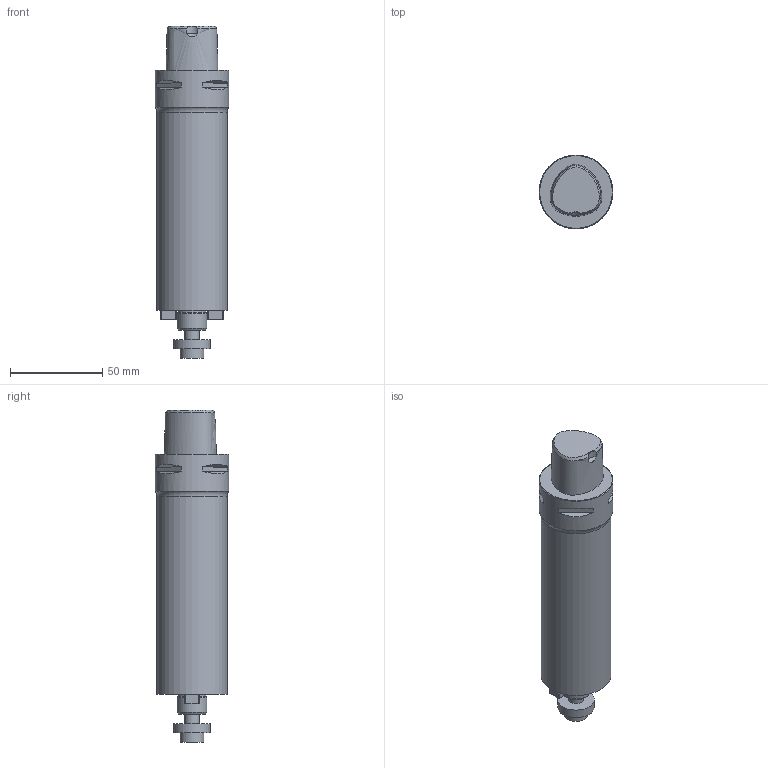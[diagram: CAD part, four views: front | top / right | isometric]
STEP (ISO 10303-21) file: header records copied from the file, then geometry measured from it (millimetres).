
FILE_DESCRIPTION(/* description */ (''),/* implementation_level */ '2;1');
FILE_NAME(/* name */ '1529476528142.stp',/* time_stamp */ '2018-06-20T08:35:34+02:00',/* author */ (''),/* organization */ ('SMS'),/* preprocessor_version */ 'ST-DEVELOPER v15',/* originating_system */ 'SIEMENS PLM Software NX 8.5',/* authorisation */ '');
FILE_SCHEMA (('AUTOMOTIVE_DESIGN { 1 0 10303 214 3 1 1 1 }'));
Length unit declared in the file: millimetre
Products named in the file (1): C4-Q16D-038-130
Bounding box: 40 x 40 x 180 mm (x, y, z)
Volume: 168881.7 mm3; surface area: 22172.9 mm2
Topology: 1 solids, 1 shells, 65 faces, 155 edges, 104 vertices
Faces by surface type: plane 37, cylinder 16, cone 7, torus 3, bspline 2
Full cylindrical faces by diameter (mm): 8 x1, 13 x1, 15.6 x1, 16 x1, 20 x1, 38 x1, 40 x1
Entity records: 2491 total; most frequent: CARTESIAN_POINT 1030, ORIENTED_EDGE 276, DIRECTION 270, EDGE_CURVE 138, AXIS2_PLACEMENT_3D 100, VERTEX_POINT 98, EDGE_LOOP 88, LINE 70
